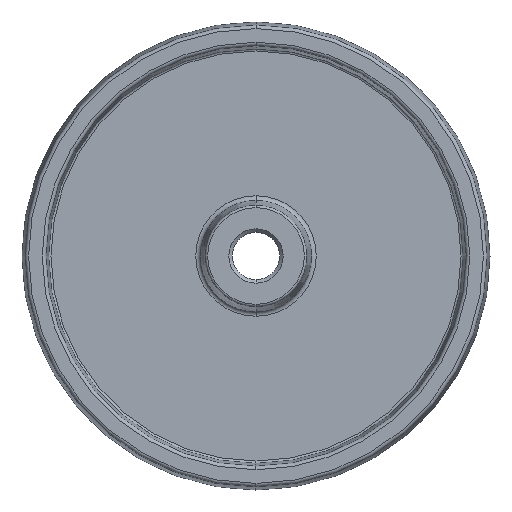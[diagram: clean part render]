
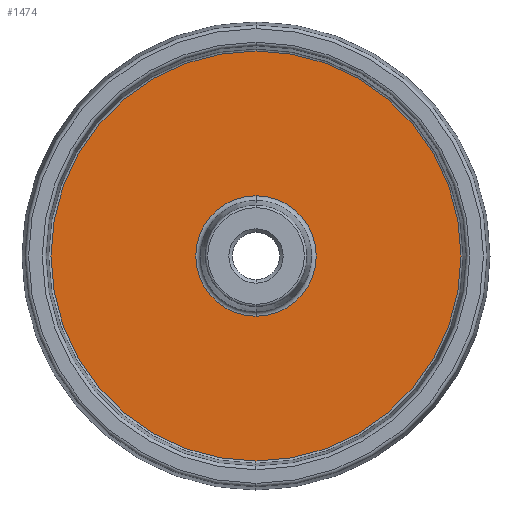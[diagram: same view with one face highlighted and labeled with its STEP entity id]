
A CAD part, left-side view. The second image highlights one B-rep face of the part: STEP entity #1474.
In plain terms, the highlighted planar face has unit normal (-1, 0, 0).
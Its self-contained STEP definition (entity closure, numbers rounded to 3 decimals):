
#29 = VERTEX_POINT ( 'NONE', #1071 ) ;
#39 = PLANE ( 'NONE',  #633 ) ;
#55 = EDGE_CURVE ( 'NONE', #1314, #1262, #1285, .T. ) ;
#56 = CARTESIAN_POINT ( 'NONE',  ( -7.5, 88.5, 0. ) ) ;
#73 = DIRECTION ( 'NONE',  ( 1., 0., 0. ) ) ;
#83 = CARTESIAN_POINT ( 'NONE',  ( -7.5, 0., -87.613 ) ) ;
#85 = CARTESIAN_POINT ( 'NONE',  ( -7.5, 0., 0. ) ) ;
#144 = AXIS2_PLACEMENT_3D ( 'NONE', #471, #73, #1179 ) ;
#150 = CIRCLE ( 'NONE', #703, 25.735 ) ;
#187 = EDGE_CURVE ( 'NONE', #1648, #29, #150, .T. ) ;
#296 = CARTESIAN_POINT ( 'NONE',  ( -7.5, 0., 0. ) ) ;
#336 = EDGE_CURVE ( 'NONE', #1262, #1314, #1458, .T. ) ;
#428 = AXIS2_PLACEMENT_3D ( 'NONE', #615, #1219, #1099 ) ;
#471 = CARTESIAN_POINT ( 'NONE',  ( -7.5, 0., 0. ) ) ;
#580 = ORIENTED_EDGE ( 'NONE', *, *, #187, .T. ) ;
#587 = DIRECTION ( 'NONE',  ( 0., 0., 1. ) ) ;
#615 = CARTESIAN_POINT ( 'NONE',  ( -7.5, 0., 0. ) ) ;
#620 = CARTESIAN_POINT ( 'NONE',  ( -7.5, 0., 87.613 ) ) ;
#633 = AXIS2_PLACEMENT_3D ( 'NONE', #56, #1575, #587 ) ;
#703 = AXIS2_PLACEMENT_3D ( 'NONE', #85, #1209, #1200 ) ;
#921 = CIRCLE ( 'NONE', #144, 25.735 ) ;
#934 = ORIENTED_EDGE ( 'NONE', *, *, #55, .T. ) ;
#986 = EDGE_CURVE ( 'NONE', #29, #1648, #921, .T. ) ;
#1030 = DIRECTION ( 'NONE',  ( -1., 0., 0. ) ) ;
#1071 = CARTESIAN_POINT ( 'NONE',  ( -7.5, 0., 25.735 ) ) ;
#1083 = CARTESIAN_POINT ( 'NONE',  ( -7.5, 0., -25.735 ) ) ;
#1099 = DIRECTION ( 'NONE',  ( 0., 0., 1. ) ) ;
#1179 = DIRECTION ( 'NONE',  ( 0., 0., 1. ) ) ;
#1200 = DIRECTION ( 'NONE',  ( 0., 0., 1. ) ) ;
#1209 = DIRECTION ( 'NONE',  ( 1., 0., 0. ) ) ;
#1219 = DIRECTION ( 'NONE',  ( -1., 0., 0. ) ) ;
#1243 = ORIENTED_EDGE ( 'NONE', *, *, #336, .T. ) ;
#1253 = EDGE_LOOP ( 'NONE', ( #934, #1243 ) ) ;
#1258 = FACE_BOUND ( 'NONE', #1300, .T. ) ;
#1262 = VERTEX_POINT ( 'NONE', #83 ) ;
#1285 = CIRCLE ( 'NONE', #428, 87.613 ) ;
#1294 = DIRECTION ( 'NONE',  ( 0., 0., 1. ) ) ;
#1300 = EDGE_LOOP ( 'NONE', ( #1610, #580 ) ) ;
#1314 = VERTEX_POINT ( 'NONE', #620 ) ;
#1458 = CIRCLE ( 'NONE', #1720, 87.613 ) ;
#1474 = ADVANCED_FACE ( 'NONE', ( #1258, #1676 ), #39, .T. ) ;
#1575 = DIRECTION ( 'NONE',  ( -1., 0., 0. ) ) ;
#1610 = ORIENTED_EDGE ( 'NONE', *, *, #986, .T. ) ;
#1648 = VERTEX_POINT ( 'NONE', #1083 ) ;
#1676 = FACE_OUTER_BOUND ( 'NONE', #1253, .T. ) ;
#1720 = AXIS2_PLACEMENT_3D ( 'NONE', #296, #1030, #1294 ) ;
